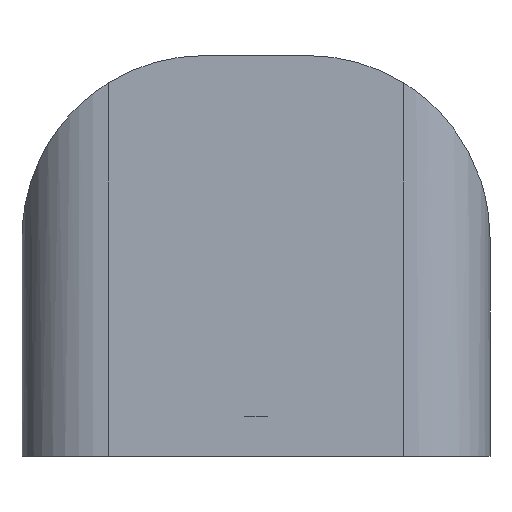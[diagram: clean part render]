
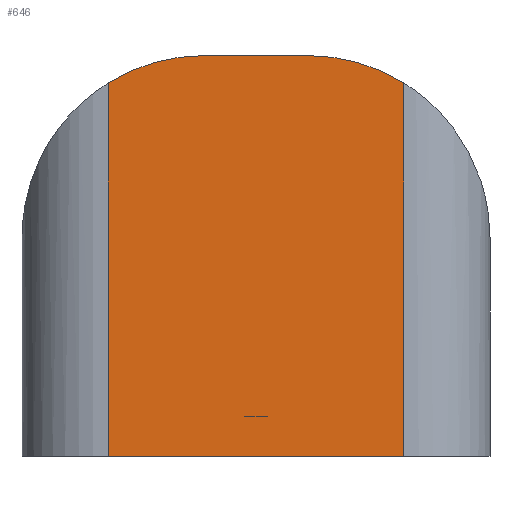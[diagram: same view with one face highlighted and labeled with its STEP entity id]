
A CAD part, front view. The second image highlights one B-rep face of the part: STEP entity #646.
In plain terms, the highlighted planar face has unit normal (0, -1, 0).
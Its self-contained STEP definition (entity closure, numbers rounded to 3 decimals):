
#39=PLANE('',#713);
#65=FACE_OUTER_BOUND('',#104,.T.);
#104=EDGE_LOOP('',(#471,#472,#473,#474,#475,#476));
#152=CIRCLE('',#714,9.5);
#153=CIRCLE('',#715,9.5);
#185=LINE('',#1047,#233);
#186=LINE('',#1052,#234);
#187=LINE('',#1054,#235);
#188=LINE('',#1057,#236);
#233=VECTOR('',#827,10.);
#234=VECTOR('',#832,10.);
#235=VECTOR('',#833,10.);
#236=VECTOR('',#836,10.);
#288=VERTEX_POINT('',#1026);
#292=VERTEX_POINT('',#1045);
#293=VERTEX_POINT('',#1049);
#294=VERTEX_POINT('',#1051);
#295=VERTEX_POINT('',#1053);
#296=VERTEX_POINT('',#1055);
#363=EDGE_CURVE('',#292,#288,#185,.T.);
#364=EDGE_CURVE('',#293,#288,#152,.T.);
#365=EDGE_CURVE('',#292,#294,#186,.T.);
#366=EDGE_CURVE('',#294,#295,#187,.T.);
#367=EDGE_CURVE('',#295,#296,#153,.T.);
#368=EDGE_CURVE('',#296,#293,#188,.T.);
#471=ORIENTED_EDGE('',*,*,#364,.T.);
#472=ORIENTED_EDGE('',*,*,#363,.F.);
#473=ORIENTED_EDGE('',*,*,#365,.T.);
#474=ORIENTED_EDGE('',*,*,#366,.T.);
#475=ORIENTED_EDGE('',*,*,#367,.T.);
#476=ORIENTED_EDGE('',*,*,#368,.T.);
#646=ADVANCED_FACE('',(#65),#39,.F.);
#713=AXIS2_PLACEMENT_3D('',#1048,#828,#829);
#714=AXIS2_PLACEMENT_3D('',#1050,#830,#831);
#715=AXIS2_PLACEMENT_3D('',#1056,#834,#835);
#827=DIRECTION('',(0.,0.,1.));
#828=DIRECTION('center_axis',(0.,1.,0.));
#829=DIRECTION('ref_axis',(-1.,0.,0.));
#830=DIRECTION('center_axis',(0.,-1.,0.));
#831=DIRECTION('ref_axis',(-1.,0.,0.));
#832=DIRECTION('',(1.,0.,0.));
#833=DIRECTION('',(0.,0.,1.));
#834=DIRECTION('center_axis',(0.,-1.,0.));
#835=DIRECTION('ref_axis',(0.,0.,1.));
#836=DIRECTION('',(-1.,0.,0.));
#1026=CARTESIAN_POINT('',(-7.7,-34.5,19.478));
#1045=CARTESIAN_POINT('',(-7.7,-34.5,0.));
#1047=CARTESIAN_POINT('',(-7.7,-34.5,0.));
#1048=CARTESIAN_POINT('Origin',(7.7,-34.5,0.));
#1049=CARTESIAN_POINT('',(-2.7,-34.5,20.9));
#1050=CARTESIAN_POINT('Origin',(-2.7,-34.5,11.4));
#1051=CARTESIAN_POINT('',(7.7,-34.5,0.));
#1052=CARTESIAN_POINT('',(-7.7,-34.5,0.));
#1053=CARTESIAN_POINT('',(7.7,-34.5,19.478));
#1054=CARTESIAN_POINT('',(7.7,-34.5,0.));
#1055=CARTESIAN_POINT('',(2.7,-34.5,20.9));
#1056=CARTESIAN_POINT('Origin',(2.7,-34.5,11.4));
#1057=CARTESIAN_POINT('',(2.5,-34.5,20.9));
